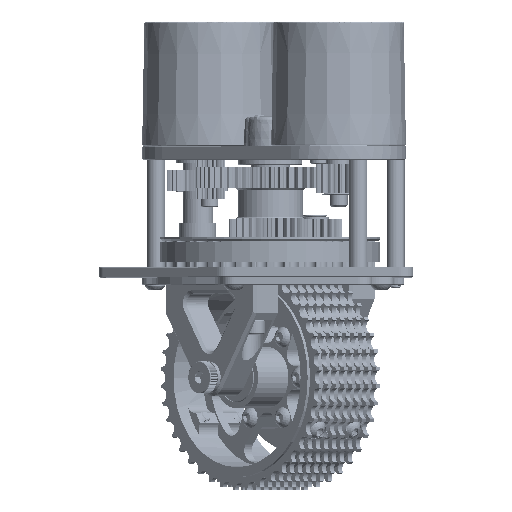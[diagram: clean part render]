
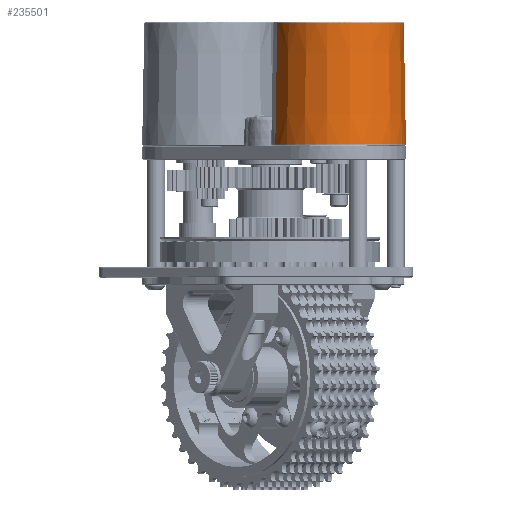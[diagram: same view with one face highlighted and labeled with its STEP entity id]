
A CAD part, top view. The second image highlights one B-rep face of the part: STEP entity #235501.
In plain terms, the highlighted conical face has half-angle 1 degrees and reference radius 29.991 mm.
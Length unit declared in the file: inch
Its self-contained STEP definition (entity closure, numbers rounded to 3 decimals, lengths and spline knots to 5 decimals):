
#2845 = ORIENTED_EDGE ( 'NONE', *, *, #66825, .F. ) ;
#3102 = CARTESIAN_POINT ( 'NONE',  ( 0., -1.14364, -2.14601 ) ) ;
#6357 = CARTESIAN_POINT ( 'NONE',  ( 1.18075, 0., -0.02003 ) ) ;
#6392 = DIRECTION ( 'NONE',  ( 1., 0., 0. ) ) ;
#6932 = DIRECTION ( 'NONE',  ( -0.017, 0., 1. ) ) ;
#13402 = VERTEX_POINT ( 'NONE', #38551 ) ;
#24463 = ORIENTED_EDGE ( 'NONE', *, *, #172521, .T. ) ;
#27125 = LINE ( 'NONE', #106295, #86458 ) ;
#34832 = CIRCLE ( 'NONE', #189039, 1.14364 ) ;
#36251 = VERTEX_POINT ( 'NONE', #3102 ) ;
#38551 = CARTESIAN_POINT ( 'NONE',  ( -1.18075, 0., -0.02003 ) ) ;
#39634 = DIRECTION ( 'NONE',  ( 0., 0., 1. ) ) ;
#56753 = DIRECTION ( 'NONE',  ( 0., 0., 1. ) ) ;
#63633 = EDGE_CURVE ( 'NONE', #218132, #13402, #81090, .T. ) ;
#66825 = EDGE_CURVE ( 'NONE', #76659, #13402, #27125, .T. ) ;
#71735 = DIRECTION ( 'NONE',  ( 1., 0., 0. ) ) ;
#73815 = AXIS2_PLACEMENT_3D ( 'NONE', #153953, #92276, #6392 ) ;
#76659 = VERTEX_POINT ( 'NONE', #97853 ) ;
#78298 = ORIENTED_EDGE ( 'NONE', *, *, #137160, .T. ) ;
#81090 = CIRCLE ( 'NONE', #248381, 1.18075 ) ;
#86458 = VECTOR ( 'NONE', #6932, 39.37008 ) ;
#92276 = DIRECTION ( 'NONE',  ( 0., 0., 1. ) ) ;
#94492 = CARTESIAN_POINT ( 'NONE',  ( 0., 0., -0.02003 ) ) ;
#97853 = CARTESIAN_POINT ( 'NONE',  ( -1.14364, 0., -2.14601 ) ) ;
#106295 = CARTESIAN_POINT ( 'NONE',  ( -1.18075, 0., -0.02003 ) ) ;
#137160 = EDGE_CURVE ( 'NONE', #36251, #219561, #217530, .T. ) ;
#138644 = DIRECTION ( 'NONE',  ( 1., 0., 0. ) ) ;
#150827 = CONICAL_SURFACE ( 'NONE', #73815, 1.18075, 0.017 ) ;
#151353 = FACE_OUTER_BOUND ( 'NONE', #163743, .T. ) ;
#153953 = CARTESIAN_POINT ( 'NONE',  ( 0., 0., -0.02003 ) ) ;
#159138 = VECTOR ( 'NONE', #165340, 39.37008 ) ;
#161357 = LINE ( 'NONE', #263367, #159138 ) ;
#163743 = EDGE_LOOP ( 'NONE', ( #2845, #24463, #78298, #261634, #220749 ) ) ;
#165340 = DIRECTION ( 'NONE',  ( 0.017, 0., 1. ) ) ;
#170180 = AXIS2_PLACEMENT_3D ( 'NONE', #200661, #39634, #179224 ) ;
#172521 = EDGE_CURVE ( 'NONE', #76659, #36251, #34832, .T. ) ;
#172538 = EDGE_CURVE ( 'NONE', #219561, #218132, #161357, .T. ) ;
#179224 = DIRECTION ( 'NONE',  ( 1., 0., 0. ) ) ;
#189039 = AXIS2_PLACEMENT_3D ( 'NONE', #240629, #56753, #138644 ) ;
#193903 = CARTESIAN_POINT ( 'NONE',  ( 1.14364, 0., -2.14601 ) ) ;
#200661 = CARTESIAN_POINT ( 'NONE',  ( 0., 0., -2.14601 ) ) ;
#215338 = DIRECTION ( 'NONE',  ( 0., 0., -1. ) ) ;
#217530 = CIRCLE ( 'NONE', #170180, 1.14364 ) ;
#218132 = VERTEX_POINT ( 'NONE', #6357 ) ;
#219561 = VERTEX_POINT ( 'NONE', #193903 ) ;
#220749 = ORIENTED_EDGE ( 'NONE', *, *, #63633, .T. ) ;
#235501 = ADVANCED_FACE ( 'NONE', ( #151353 ), #150827, .T. ) ;
#240629 = CARTESIAN_POINT ( 'NONE',  ( 0., 0., -2.14601 ) ) ;
#248381 = AXIS2_PLACEMENT_3D ( 'NONE', #94492, #215338, #71735 ) ;
#261634 = ORIENTED_EDGE ( 'NONE', *, *, #172538, .T. ) ;
#263367 = CARTESIAN_POINT ( 'NONE',  ( 1.18075, 0., -0.02003 ) ) ;
